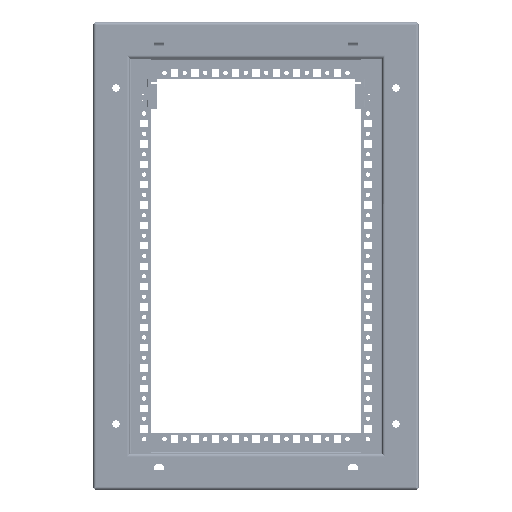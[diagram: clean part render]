
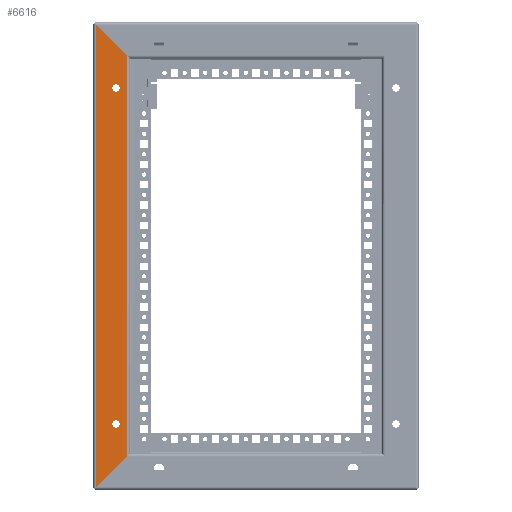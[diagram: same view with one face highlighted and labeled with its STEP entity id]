
A CAD part, front view. The second image highlights one B-rep face of the part: STEP entity #6616.
In plain terms, the highlighted planar face has unit normal (0, -1, 0).
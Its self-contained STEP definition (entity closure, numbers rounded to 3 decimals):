
#6616=ADVANCED_FACE('',(#18132,#18133,#18134),#18135,.T.);
#18132=FACE_OUTER_BOUND('',#37992,.T.);
#18133=FACE_BOUND('',#37993,.T.);
#18134=FACE_BOUND('',#37994,.T.);
#18135=PLANE('',#37995);
#37992=EDGE_LOOP('',(#59152,#59153,#59154,#59155));
#37993=EDGE_LOOP('',(#59156,#59157));
#37994=EDGE_LOOP('',(#59158,#59159));
#37995=AXIS2_PLACEMENT_3D('',#59160,#59161,#59162);
#59152=ORIENTED_EDGE('',*,*,#112467,.T.);
#59153=ORIENTED_EDGE('',*,*,#112488,.T.);
#59154=ORIENTED_EDGE('',*,*,#112489,.T.);
#59155=ORIENTED_EDGE('',*,*,#112485,.F.);
#59156=ORIENTED_EDGE('',*,*,#111563,.T.);
#59157=ORIENTED_EDGE('',*,*,#112429,.T.);
#59158=ORIENTED_EDGE('',*,*,#111558,.T.);
#59159=ORIENTED_EDGE('',*,*,#112432,.T.);
#59160=CARTESIAN_POINT('',(22.5,0.0,573.0));
#59161=DIRECTION('',(0.0,-1.0,0.0));
#59162=DIRECTION('',(0.0,0.0,-1.0));
#111558=EDGE_CURVE('',#133302,#133306,#133308,.T.);
#111563=EDGE_CURVE('',#133311,#133315,#133317,.T.);
#112429=EDGE_CURVE('',#133315,#133311,#134615,.T.);
#112432=EDGE_CURVE('',#133306,#133302,#134618,.T.);
#112467=EDGE_CURVE('',#134675,#134673,#134676,.T.);
#112485=EDGE_CURVE('',#134675,#134704,#134705,.T.);
#112488=EDGE_CURVE('',#134673,#134708,#134709,.T.);
#112489=EDGE_CURVE('',#134708,#134704,#134710,.T.);
#133302=VERTEX_POINT('',#165796);
#133306=VERTEX_POINT('',#165801);
#133308=CIRCLE('',#165804,4.6);
#133311=VERTEX_POINT('',#165807);
#133315=VERTEX_POINT('',#165812);
#133317=CIRCLE('',#165815,4.6);
#134615=CIRCLE('',#167617,4.6);
#134618=CIRCLE('',#167620,4.6);
#134673=VERTEX_POINT('',#167691);
#134675=VERTEX_POINT('',#167693);
#134676=LINE('',#167694,#167695);
#134704=VERTEX_POINT('',#167733);
#134705=LINE('',#167734,#167735);
#134708=VERTEX_POINT('',#167738);
#134709=LINE('',#167739,#167740);
#134710=LINE('',#167741,#167742);
#165796=CARTESIAN_POINT('',(32.6,0.0,81.0));
#165801=CARTESIAN_POINT('',(23.4,0.0,81.0));
#165804=AXIS2_PLACEMENT_3D('',#210077,#210078,#210079);
#165807=CARTESIAN_POINT('',(32.6,0.0,494.0));
#165812=CARTESIAN_POINT('',(23.4,0.0,494.0));
#165815=AXIS2_PLACEMENT_3D('',#210085,#210086,#210087);
#167617=AXIS2_PLACEMENT_3D('',#211024,#211025,#211026);
#167620=AXIS2_PLACEMENT_3D('',#211030,#211031,#211032);
#167691=CARTESIAN_POINT('',(3.6,0.0,571.4));
#167693=CARTESIAN_POINT('',(41.4,0.0,533.6));
#167694=CARTESIAN_POINT('',(17.875,0.,557.125));
#167695=VECTOR('',#211082,1.0);
#167733=CARTESIAN_POINT('',(41.4,0.0,41.4));
#167734=CARTESIAN_POINT('',(41.4,0.0,573.0));
#167735=VECTOR('',#211105,1.0);
#167738=CARTESIAN_POINT('',(3.6,0.0,3.6));
#167739=CARTESIAN_POINT('',(3.6,0.0,573.0));
#167740=VECTOR('',#211109,1.0);
#167741=CARTESIAN_POINT('',(160.625,0.0,160.625));
#167742=VECTOR('',#211110,1.0);
#210077=CARTESIAN_POINT('',(28.0,0.0,81.0));
#210078=DIRECTION('',(-0.0,1.0,0.0));
#210079=DIRECTION('',(1.0,0.0,0.0));
#210085=CARTESIAN_POINT('',(28.0,0.0,494.0));
#210086=DIRECTION('',(-0.0,1.0,0.0));
#210087=DIRECTION('',(1.0,0.0,0.0));
#211024=CARTESIAN_POINT('',(28.0,0.0,494.0));
#211025=DIRECTION('',(-0.0,1.0,0.0));
#211026=DIRECTION('',(1.0,0.0,0.0));
#211030=CARTESIAN_POINT('',(28.0,0.0,81.0));
#211031=DIRECTION('',(-0.0,1.0,0.0));
#211032=DIRECTION('',(1.0,0.0,0.0));
#211082=DIRECTION('',(-0.707,0.0,0.707));
#211105=DIRECTION('',(0.0,0.0,-1.0));
#211109=DIRECTION('',(0.0,0.0,-1.0));
#211110=DIRECTION('',(0.707,0.0,0.707));
